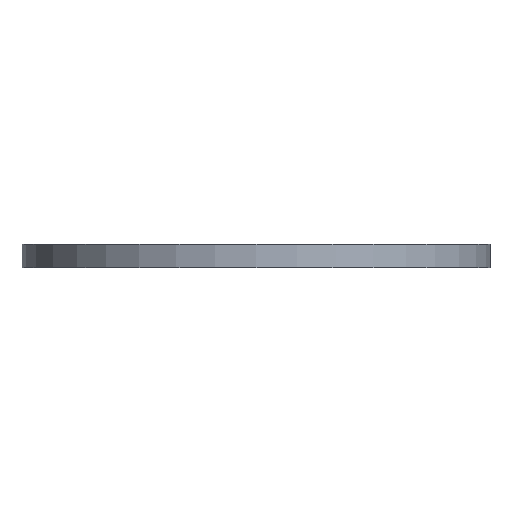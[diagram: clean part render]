
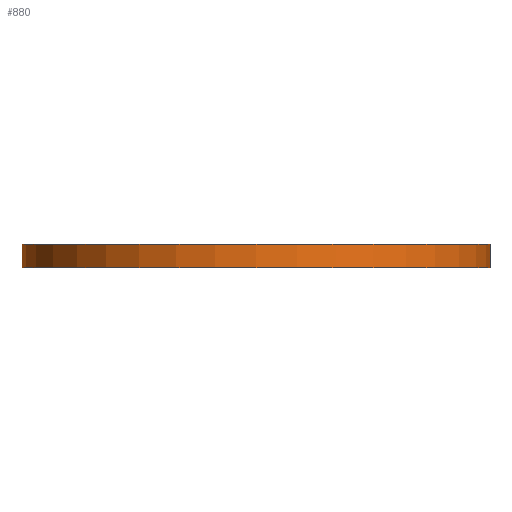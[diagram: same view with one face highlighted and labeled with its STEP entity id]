
A CAD part, front view. The second image highlights one B-rep face of the part: STEP entity #880.
In plain terms, the highlighted cylindrical face has radius 40 mm (diameter 80 mm), a partial arc.
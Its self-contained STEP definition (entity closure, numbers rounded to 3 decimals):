
#9 = ORIENTED_EDGE ( 'NONE', *, *, #55, .F. ) ;
#43 = CIRCLE ( 'NONE', #953, 40. ) ;
#55 = EDGE_CURVE ( 'NONE', #374, #967, #545, .T. ) ;
#93 = CYLINDRICAL_SURFACE ( 'NONE', #475, 40. ) ;
#94 = CARTESIAN_POINT ( 'NONE',  ( 0., 0., 4. ) ) ;
#109 = VECTOR ( 'NONE', #240, 1000. ) ;
#110 = AXIS2_PLACEMENT_3D ( 'NONE', #94, #846, #934 ) ;
#190 = VECTOR ( 'NONE', #331, 1000. ) ;
#191 = ORIENTED_EDGE ( 'NONE', *, *, #520, .T. ) ;
#212 = CARTESIAN_POINT ( 'NONE',  ( -40., 0., 0. ) ) ;
#240 = DIRECTION ( 'NONE',  ( 0., 0., -1. ) ) ;
#301 = CARTESIAN_POINT ( 'NONE',  ( 40., 0., 4. ) ) ;
#322 = CARTESIAN_POINT ( 'NONE',  ( 0., 0., 4. ) ) ;
#331 = DIRECTION ( 'NONE',  ( 0., 0., -1. ) ) ;
#368 = EDGE_CURVE ( 'NONE', #967, #705, #773, .T. ) ;
#371 = ORIENTED_EDGE ( 'NONE', *, *, #368, .F. ) ;
#374 = VERTEX_POINT ( 'NONE', #624 ) ;
#402 = CARTESIAN_POINT ( 'NONE',  ( 40., 0., 0. ) ) ;
#409 = LINE ( 'NONE', #717, #190 ) ;
#429 = DIRECTION ( 'NONE',  ( -1., 0., 0. ) ) ;
#475 = AXIS2_PLACEMENT_3D ( 'NONE', #322, #862, #429 ) ;
#503 = CARTESIAN_POINT ( 'NONE',  ( 0., 0., 0. ) ) ;
#520 = EDGE_CURVE ( 'NONE', #374, #605, #409, .T. ) ;
#545 = CIRCLE ( 'NONE', #110, 40. ) ;
#594 = CARTESIAN_POINT ( 'NONE',  ( 40., 0., 4. ) ) ;
#605 = VERTEX_POINT ( 'NONE', #212 ) ;
#624 = CARTESIAN_POINT ( 'NONE',  ( -40., 0., 4. ) ) ;
#629 = EDGE_CURVE ( 'NONE', #605, #705, #43, .T. ) ;
#664 = DIRECTION ( 'NONE',  ( 0., 0., 1. ) ) ;
#705 = VERTEX_POINT ( 'NONE', #402 ) ;
#717 = CARTESIAN_POINT ( 'NONE',  ( -40., 0., 4. ) ) ;
#773 = LINE ( 'NONE', #301, #109 ) ;
#781 = FACE_OUTER_BOUND ( 'NONE', #922, .T. ) ;
#846 = DIRECTION ( 'NONE',  ( 0., 0., 1. ) ) ;
#862 = DIRECTION ( 'NONE',  ( 0., 0., -1. ) ) ;
#880 = ADVANCED_FACE ( 'NONE', ( #781 ), #93, .T. ) ;
#922 = EDGE_LOOP ( 'NONE', ( #371, #9, #191, #963 ) ) ;
#934 = DIRECTION ( 'NONE',  ( 1., 0., 0. ) ) ;
#953 = AXIS2_PLACEMENT_3D ( 'NONE', #503, #664, #964 ) ;
#963 = ORIENTED_EDGE ( 'NONE', *, *, #629, .T. ) ;
#964 = DIRECTION ( 'NONE',  ( 1., 0., 0. ) ) ;
#967 = VERTEX_POINT ( 'NONE', #594 ) ;
